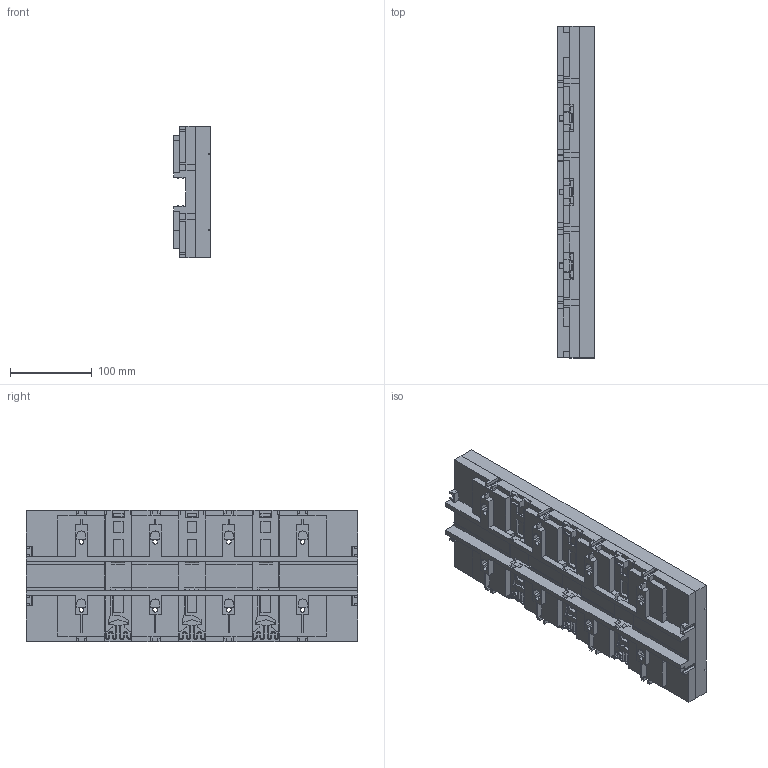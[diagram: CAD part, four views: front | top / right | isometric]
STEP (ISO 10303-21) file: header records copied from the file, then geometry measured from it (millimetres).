
FILE_DESCRIPTION(('CATIA V5 STEP Exchange','CAx-IF Rec.Pracs.--- Model Styling and Organization---1.2---2011-12-15'),'2;1');
FILE_NAME('11405000A_EPlan_kpl.stp','2016-11-18T08:28:20+00:00',('none'),('none'),'Version 5-6 Release 2012','CATIA V5 STEP AP214','none');
FILE_SCHEMA(('AUTOMOTIVE_DESIGN { 1 0 10303 214 1 1 1 1 }'));
Products named in the file (3): Product1; 11405000_EPlan; 77415000A
Assembly tree (4 placements, depth 2):
  Product1
    11405000_EPlan
    77415000A  x3
Bounding box: 45.1 x 405 x 160 mm (x, y, z)
Volume: 1964787.8 mm3; surface area: 565949.8 mm2
Topology: 5 solids, 5 shells, 3553 faces, 9087 edges, 6058 vertices
Faces by surface type: plane 3459, cylinder 94
Entity records: 83798 total; most frequent: ORIENTED_EDGE 16266, CARTESIAN_POINT 14023, DIRECTION 9069, EDGE_CURVE 8133, VECTOR 8001, LINE 8001, VERTEX_POINT 5422, EDGE_LOOP 3807
